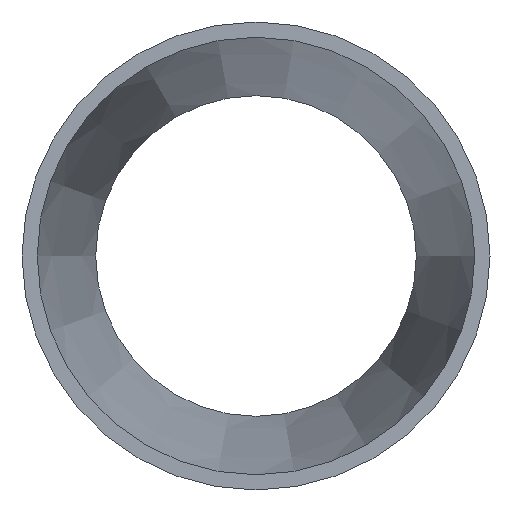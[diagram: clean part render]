
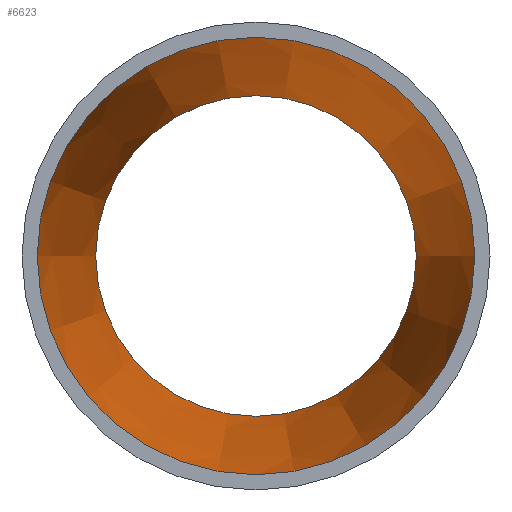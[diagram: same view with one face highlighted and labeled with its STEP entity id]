
A CAD part, left-side view. The second image highlights one B-rep face of the part: STEP entity #6623.
In plain terms, the highlighted conical face has half-angle 7.125 degrees and reference radius 20.574 mm.
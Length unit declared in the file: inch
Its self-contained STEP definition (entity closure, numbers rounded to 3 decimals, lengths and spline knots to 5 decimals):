
#87=FACE_BOUND('',#1178,.T.);
#775=FACE_OUTER_BOUND('',#1177,.T.);
#1177=EDGE_LOOP('',(#6194));
#1178=EDGE_LOOP('',(#6195));
#2228=CIRCLE('',#6959,0.685);
#2232=CIRCLE('',#6966,0.935);
#3246=VERTEX_POINT('',#14783);
#3250=VERTEX_POINT('',#14794);
#4229=EDGE_CURVE('',#3246,#3246,#2228,.T.);
#4233=EDGE_CURVE('',#3250,#3250,#2232,.T.);
#6194=ORIENTED_EDGE('',*,*,#4233,.F.);
#6195=ORIENTED_EDGE('',*,*,#4229,.T.);
#6232=CONICAL_SURFACE('',#6970,0.81,7.125);
#6623=ADVANCED_FACE('',(#775,#87),#6232,.F.);
#6959=AXIS2_PLACEMENT_3D('',#14784,#8097,#8098);
#6966=AXIS2_PLACEMENT_3D('',#14795,#8111,#8112);
#6970=AXIS2_PLACEMENT_3D('',#14800,#8119,#8120);
#8097=DIRECTION('center_axis',(1.,0.,0.));
#8098=DIRECTION('ref_axis',(0.,-1.,0.));
#8111=DIRECTION('center_axis',(1.,0.,0.));
#8112=DIRECTION('ref_axis',(0.,-1.,0.));
#8119=DIRECTION('center_axis',(-1.,0.,0.));
#8120=DIRECTION('ref_axis',(0.,-1.,0.));
#14783=CARTESIAN_POINT('',(2.,-0.685,0.));
#14784=CARTESIAN_POINT('Origin',(2.,0.,0.));
#14794=CARTESIAN_POINT('',(0.,-0.935,0.));
#14795=CARTESIAN_POINT('Origin',(0.,0.,0.));
#14800=CARTESIAN_POINT('Origin',(1.,0.,0.));
